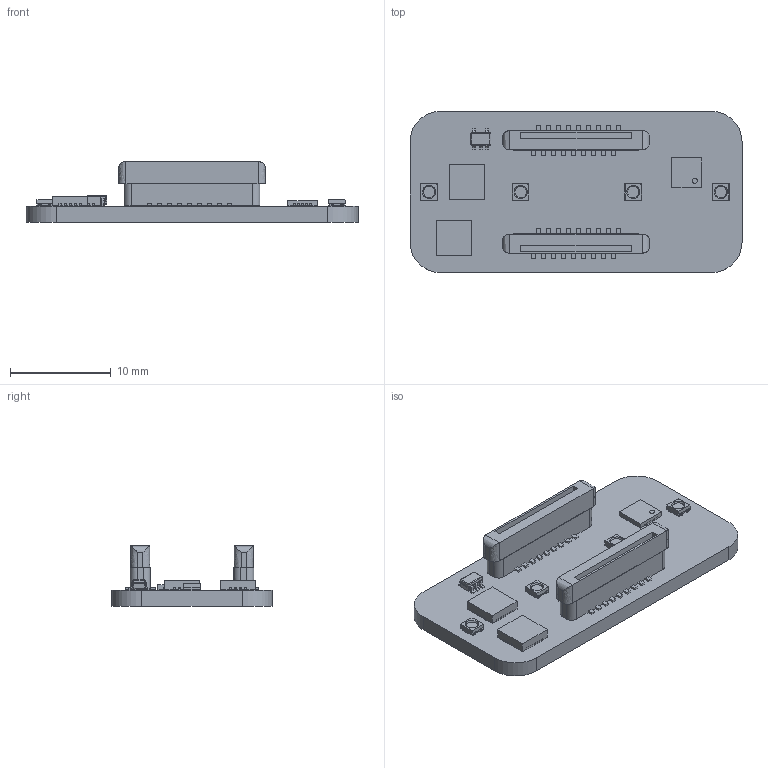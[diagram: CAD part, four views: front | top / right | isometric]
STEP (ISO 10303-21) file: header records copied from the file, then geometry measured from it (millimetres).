
FILE_DESCRIPTION(('KiCad electronic assembly'),'2;1');
FILE_NAME('cleverhand_emg.step','2022-10-29T18:07:03',('Pcbnew'),( 'Kicad'),'Open CASCADE STEP processor 7.5','KiCad to STEP converter' ,'Unknown');
FILE_SCHEMA(('AUTOMOTIVE_DESIGN { 1 0 10303 214 1 1 1 1 }'));
Length unit declared in the file: millimetre
Products named in the file (14): cleverhand_emg 1; SN74LVC86ARGYR; COMPOUND; neopixel_5050; SN74LVC1G132DCKR; UQFN-20-1EP_3x3mm_P0.4mm_EP1.85x1.85mm; SOLID; XF2J-1824-12A; SN74ALVC08RGYR; cleverhand_emg PCB
Assembly tree (17 placements, depth 3):
  cleverhand_emg 1
    SN74LVC86ARGYR
      COMPOUND
    neopixel_5050  x4
      COMPOUND
    SN74LVC1G132DCKR
      COMPOUND
    UQFN-20-1EP_3x3mm_P0.4mm_EP1.85x1.85mm
      SOLID
    XF2J-1824-12A  x2
      SOLID
    SN74ALVC08RGYR
      COMPOUND
    cleverhand_emg PCB
Bounding box: 33 x 16 x 6.05 mm (x, y, z)
Volume: 1053.7 mm3; surface area: 1990 mm2
Topology: 62 solids, 62 shells, 1110 faces, 2884 edges, 1904 vertices
Faces by surface type: bspline 1100, plane 6, cylinder 4
Entity records: 49482 total; most frequent: CARTESIAN_POINT 20054, B_SPLINE_CURVE_WITH_KNOTS 5726, ORIENTED_EDGE 4212, PCURVE 4212, DEFINITIONAL_REPRESENTATION 4212, EDGE_CURVE 2106, SURFACE_CURVE 2105, VERTEX_POINT 1392
